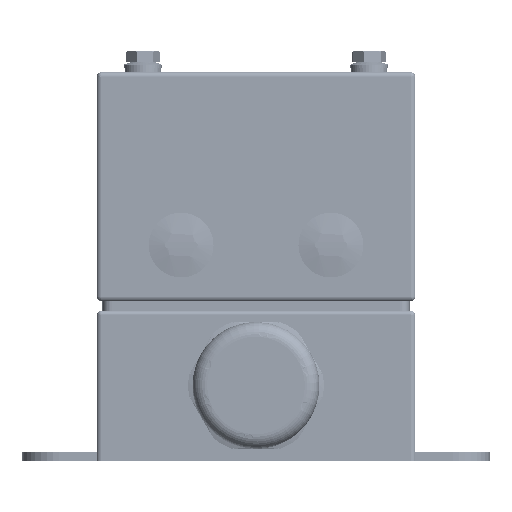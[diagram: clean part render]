
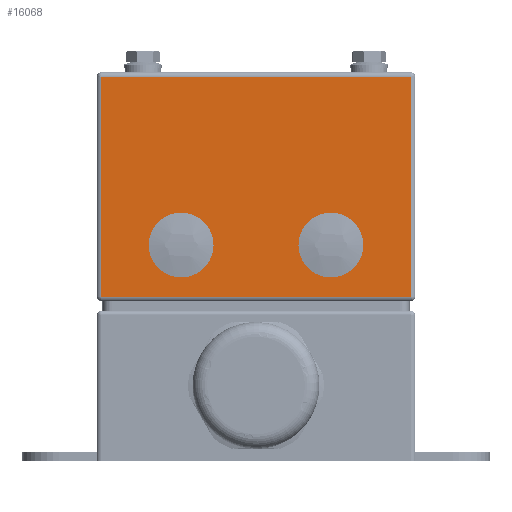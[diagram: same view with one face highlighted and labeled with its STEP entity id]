
A CAD part, front view. The second image highlights one B-rep face of the part: STEP entity #16068.
In plain terms, the highlighted planar face has unit normal (0, -1, 0).
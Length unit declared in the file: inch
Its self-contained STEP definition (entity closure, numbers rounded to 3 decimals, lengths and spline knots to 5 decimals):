
#1297 = CARTESIAN_POINT ( 'NONE',  ( 2.065, -4.275, 1.47 ) ) ;
#1485 = DIRECTION ( 'NONE',  ( 0., -1., 0. ) ) ;
#3473 = DIRECTION ( 'NONE',  ( 0., -1., 0. ) ) ;
#9961 = DIRECTION ( 'NONE',  ( 0., 0., -1. ) ) ;
#10505 = CARTESIAN_POINT ( 'NONE',  ( -1., -4.275, -1.155 ) ) ;
#10744 = CARTESIAN_POINT ( 'NONE',  ( 1., -4.275, -0.405 ) ) ;
#11744 = ORIENTED_EDGE ( 'NONE', *, *, #50788, .F. ) ;
#14646 = AXIS2_PLACEMENT_3D ( 'NONE', #16692, #3473, #44980 ) ;
#16068 = ADVANCED_FACE ( 'NONE', ( #48965, #19809, #83174 ), #75889, .F. ) ;
#16692 = CARTESIAN_POINT ( 'NONE',  ( -1., -4.275, -0.78 ) ) ;
#17830 = CIRCLE ( 'NONE', #67329, 0.375 ) ;
#19464 = AXIS2_PLACEMENT_3D ( 'NONE', #36174, #1485, #57095 ) ;
#19809 = FACE_BOUND ( 'NONE', #62577, .T. ) ;
#20136 = CARTESIAN_POINT ( 'NONE',  ( -2.125, -4.275, 1.47 ) ) ;
#20425 = EDGE_CURVE ( 'NONE', #45194, #52568, #77069, .T. ) ;
#22574 = EDGE_LOOP ( 'NONE', ( #64425, #29549, #57300, #66857 ) ) ;
#22767 = CARTESIAN_POINT ( 'NONE',  ( -2.065, -4.275, 1.53 ) ) ;
#27611 = VERTEX_POINT ( 'NONE', #82112 ) ;
#28862 = EDGE_LOOP ( 'NONE', ( #76005, #50237 ) ) ;
#28977 = CARTESIAN_POINT ( 'NONE',  ( 2.065, -4.275, 1.53 ) ) ;
#29141 = LINE ( 'NONE', #22767, #82019 ) ;
#29517 = VECTOR ( 'NONE', #87179, 39.37008 ) ;
#29549 = ORIENTED_EDGE ( 'NONE', *, *, #50996, .T. ) ;
#33382 = CARTESIAN_POINT ( 'NONE',  ( -1., -4.275, -0.78 ) ) ;
#34866 = DIRECTION ( 'NONE',  ( 0., 0., 1. ) ) ;
#34927 = DIRECTION ( 'NONE',  ( 0., 0., -1. ) ) ;
#36174 = CARTESIAN_POINT ( 'NONE',  ( 1., -4.275, -0.78 ) ) ;
#44980 = DIRECTION ( 'NONE',  ( 0., 0., -1. ) ) ;
#45194 = VERTEX_POINT ( 'NONE', #89324 ) ;
#47015 = VERTEX_POINT ( 'NONE', #10744 ) ;
#47038 = LINE ( 'NONE', #20136, #63448 ) ;
#47925 = DIRECTION ( 'NONE',  ( 0., -1., 0. ) ) ;
#48965 = FACE_BOUND ( 'NONE', #28862, .T. ) ;
#50237 = ORIENTED_EDGE ( 'NONE', *, *, #20425, .F. ) ;
#50788 = EDGE_CURVE ( 'NONE', #56534, #47015, #17830, .T. ) ;
#50996 = EDGE_CURVE ( 'NONE', #27611, #85004, #51586, .T. ) ;
#51586 = LINE ( 'NONE', #28977, #29517 ) ;
#52568 = VERTEX_POINT ( 'NONE', #10505 ) ;
#53234 = EDGE_CURVE ( 'NONE', #74547, #64929, #29141, .T. ) ;
#53992 = CARTESIAN_POINT ( 'NONE',  ( 2.125, -4.275, 1.53 ) ) ;
#54398 = CIRCLE ( 'NONE', #19464, 0.375 ) ;
#54541 = EDGE_CURVE ( 'NONE', #47015, #56534, #54398, .T. ) ;
#56534 = VERTEX_POINT ( 'NONE', #82577 ) ;
#57090 = ORIENTED_EDGE ( 'NONE', *, *, #54541, .F. ) ;
#57095 = DIRECTION ( 'NONE',  ( 0., 0., -1. ) ) ;
#57300 = ORIENTED_EDGE ( 'NONE', *, *, #70417, .T. ) ;
#57371 = CARTESIAN_POINT ( 'NONE',  ( 2.125, -4.275, -1.47 ) ) ;
#58479 = EDGE_CURVE ( 'NONE', #52568, #45194, #61897, .T. ) ;
#61897 = CIRCLE ( 'NONE', #73568, 0.375 ) ;
#62577 = EDGE_LOOP ( 'NONE', ( #11744, #57090 ) ) ;
#63448 = VECTOR ( 'NONE', #75328, 39.37008 ) ;
#64425 = ORIENTED_EDGE ( 'NONE', *, *, #80751, .T. ) ;
#64929 = VERTEX_POINT ( 'NONE', #66926 ) ;
#66857 = ORIENTED_EDGE ( 'NONE', *, *, #53234, .T. ) ;
#66926 = CARTESIAN_POINT ( 'NONE',  ( -2.065, -4.275, -1.47 ) ) ;
#67329 = AXIS2_PLACEMENT_3D ( 'NONE', #89632, #69580, #34927 ) ;
#69515 = DIRECTION ( 'NONE',  ( 0., 1., 0. ) ) ;
#69580 = DIRECTION ( 'NONE',  ( 0., -1., 0. ) ) ;
#70417 = EDGE_CURVE ( 'NONE', #85004, #74547, #47038, .T. ) ;
#71094 = DIRECTION ( 'NONE',  ( 1., 0., 0. ) ) ;
#71775 = VECTOR ( 'NONE', #71094, 39.37008 ) ;
#73568 = AXIS2_PLACEMENT_3D ( 'NONE', #33382, #47925, #89895 ) ;
#74547 = VERTEX_POINT ( 'NONE', #84961 ) ;
#75328 = DIRECTION ( 'NONE',  ( -1., 0., 0. ) ) ;
#75889 = PLANE ( 'NONE',  #86753 ) ;
#76005 = ORIENTED_EDGE ( 'NONE', *, *, #58479, .F. ) ;
#77069 = CIRCLE ( 'NONE', #14646, 0.375 ) ;
#80751 = EDGE_CURVE ( 'NONE', #64929, #27611, #86094, .T. ) ;
#82019 = VECTOR ( 'NONE', #9961, 39.37008 ) ;
#82112 = CARTESIAN_POINT ( 'NONE',  ( 2.065, -4.275, -1.47 ) ) ;
#82577 = CARTESIAN_POINT ( 'NONE',  ( 1., -4.275, -1.155 ) ) ;
#83174 = FACE_OUTER_BOUND ( 'NONE', #22574, .T. ) ;
#84961 = CARTESIAN_POINT ( 'NONE',  ( -2.065, -4.275, 1.47 ) ) ;
#85004 = VERTEX_POINT ( 'NONE', #1297 ) ;
#86094 = LINE ( 'NONE', #57371, #71775 ) ;
#86753 = AXIS2_PLACEMENT_3D ( 'NONE', #53992, #69515, #34866 ) ;
#87179 = DIRECTION ( 'NONE',  ( 0., 0., 1. ) ) ;
#89324 = CARTESIAN_POINT ( 'NONE',  ( -1., -4.275, -0.405 ) ) ;
#89632 = CARTESIAN_POINT ( 'NONE',  ( 1., -4.275, -0.78 ) ) ;
#89895 = DIRECTION ( 'NONE',  ( 0., 0., -1. ) ) ;
